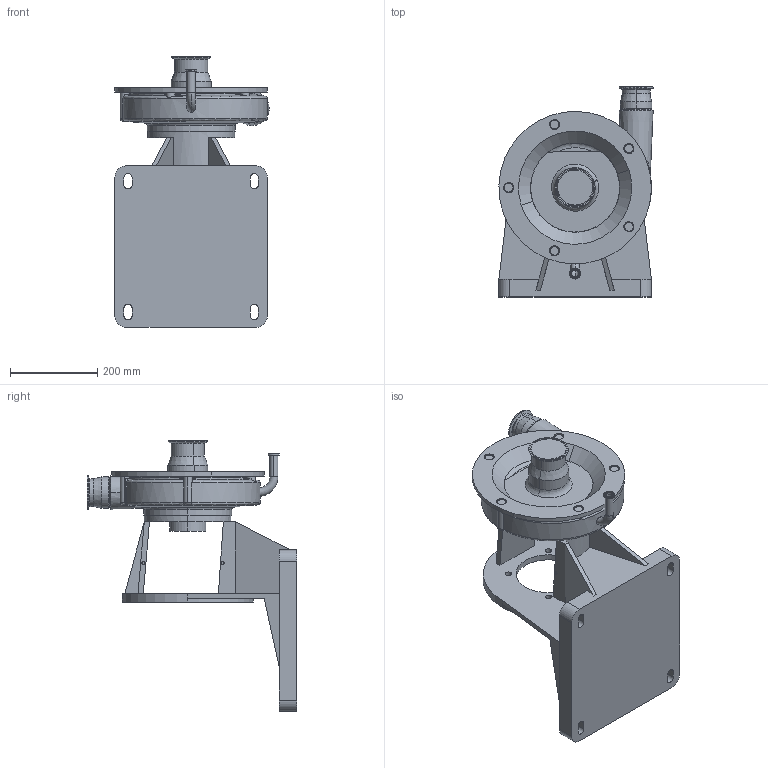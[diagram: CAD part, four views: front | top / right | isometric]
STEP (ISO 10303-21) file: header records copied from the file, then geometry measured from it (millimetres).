
FILE_DESCRIPTION (( 'STEP AP214' ), '1' );
FILE_NAME ('FP 355 250TC VERT 3-4 In ELBOW FRONT.STEP', '2010-02-22T17:32:14', ( ' ' ), ( '' ), 'SwSTEP 2.0', 'SolidWorks 2010', '' );
FILE_SCHEMA (( 'AUTOMOTIVE_DESIGN' ));
Length unit declared in the file: millimetre
Products named in the file (2): FP 355 250TC VERT 3-4 In ELBOW FRONT; FP 355 250TC VERT 3-4 In ELBOW FRONT^1275000123
Assembly tree (1 placements, depth 2):
  FP 355 250TC VERT 3-4 In ELBOW FRONT
    FP 355 250TC VERT 3-4 In ELBOW FRONT^1275000123
Bounding box: 354 x 481 x 620.5 mm (x, y, z)
Volume: 16230598.8 mm3; surface area: 1148974.8 mm2
Topology: 2 solids, 5 shells, 436 faces, 1078 edges, 655 vertices
Faces by surface type: cylinder 153, plane 118, torus 55, cone 47, bspline 41, sphere 22
Entity records: 30550 total; most frequent: CARTESIAN_POINT 20332, DIRECTION 2152, ORIENTED_EDGE 2124, EDGE_CURVE 1062, AXIS2_PLACEMENT_3D 895, VERTEX_POINT 651, CIRCLE 496, EDGE_LOOP 483
